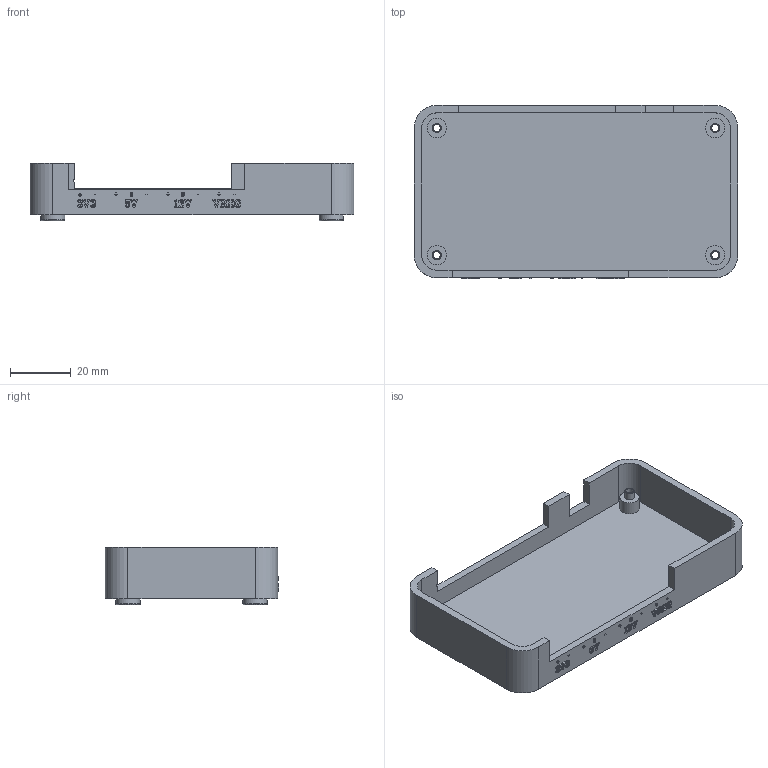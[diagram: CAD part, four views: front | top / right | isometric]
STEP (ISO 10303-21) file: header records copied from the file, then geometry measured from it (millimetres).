
FILE_DESCRIPTION(/* description */ (''),/* implementation_level */ '2;1');
FILE_NAME(/* name */ '5f5283e5a472b815952326db',/* time_stamp */ '2020-09-04T18:13:58+00:00',/* author */ (''),/* organization */ (''),/* preprocessor_version */ 'ST-DEVELOPER v16.7',/* originating_system */ $,/* authorisation */ $);
FILE_SCHEMA (('AUTOMOTIVE_DESIGN {1 0 10303 214 3 1 1}'));
Length unit declared in the file: metre
Products named in the file (1): Base Gabinete
Bounding box: 107 x 57.3 x 19.1 mm (x, y, z)
Volume: 24398.9 mm3; surface area: 21029.8 mm2
Topology: 1 solids, 1 shells, 475 faces, 1299 edges, 863 vertices
Faces by surface type: plane 298, bspline 140, cylinder 29, torus 4, cone 4
Full cylindrical faces by diameter (mm): 2.4 x4, 3 x4, 6.4 x8, 8 x4
Entity records: 15202 total; most frequent: CARTESIAN_POINT 4144, ORIENTED_EDGE 2536, DIRECTION 1722, EDGE_CURVE 1268, LINE 926, VECTOR 926, VERTEX_POINT 860, EDGE_LOOP 548
